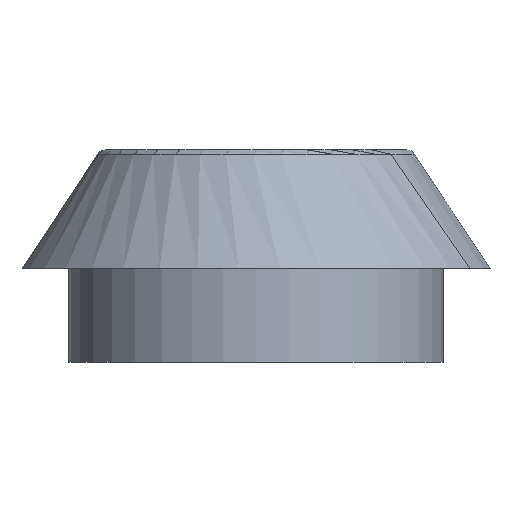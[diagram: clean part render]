
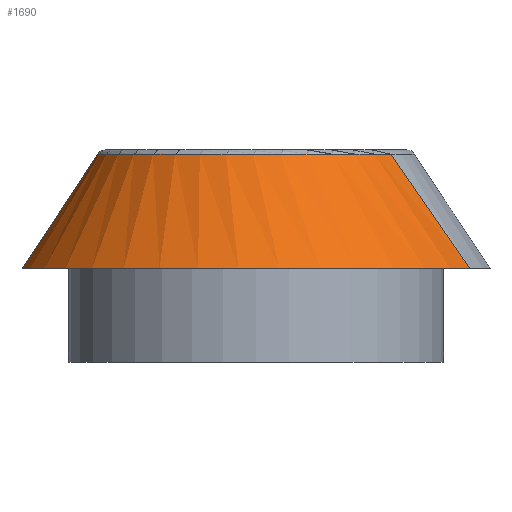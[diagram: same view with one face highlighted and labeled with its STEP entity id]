
A CAD part, front view. The second image highlights one B-rep face of the part: STEP entity #1690.
In plain terms, the highlighted free-form (B-spline) face has degree [3, 1] with [7, 3] control points.
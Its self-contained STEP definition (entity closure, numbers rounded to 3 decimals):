
#65 = DIRECTION ( 'NONE',  ( -1., 0., 0. ) ) ;
#110 = DIRECTION ( 'NONE',  ( -1., 0., 0. ) ) ;
#134 = AXIS2_PLACEMENT_3D ( 'NONE', #1263, #1459, #110 ) ;
#142 = CARTESIAN_POINT ( 'NONE',  ( -4.557, 2.058, 2. ) ) ;
#158 = CARTESIAN_POINT ( 'NONE',  ( -0.456, 11.217, 1.97 ) ) ;
#232 = DIRECTION ( 'NONE',  ( 0., 0., 1. ) ) ;
#319 = VERTEX_POINT ( 'NONE', #697 ) ;
#335 = CARTESIAN_POINT ( 'NONE',  ( 8.7, 7.095, 1.97 ) ) ;
#344 = CARTESIAN_POINT ( 'NONE',  ( 4.557, -2.058, 2. ) ) ;
#361 = CARTESIAN_POINT ( 'NONE',  ( -0.936, -6.665, 5. ) ) ;
#545 = CARTESIAN_POINT ( 'NONE',  ( -8.7, -7.095, 1.97 ) ) ;
#554 = CARTESIAN_POINT ( 'NONE',  ( 4.578, -2.061, 1.97 ) ) ;
#560 = CARTESIAN_POINT ( 'NONE',  ( -5.894, -3.25, 5. ) ) ;
#566 = ORIENTED_EDGE ( 'NONE', *, *, #2487, .F. ) ;
#577 = CARTESIAN_POINT ( 'NONE',  ( -2.874, 1.774, 4.429 ) ) ;
#597 = CARTESIAN_POINT ( 'NONE',  ( 0., 0., 2. ) ) ;
#613 = VERTEX_POINT ( 'NONE', #1716 ) ;
#641 = CARTESIAN_POINT ( 'NONE',  ( 4.557, -2.058, 2. ) ) ;
#697 = CARTESIAN_POINT ( 'NONE',  ( -3.378, 0., 4.429 ) ) ;
#820 = FACE_OUTER_BOUND ( 'NONE', #2004, .T. ) ;
#852 = CIRCLE ( 'NONE', #134, 3.378 ) ;
#899 = CARTESIAN_POINT ( 'NONE',  ( -4.557, 2.058, 2. ) ) ;
#912 = CARTESIAN_POINT ( 'NONE',  ( 5.894, 3.25, 5. ) ) ;
#974 = VERTEX_POINT ( 'NONE', #577 ) ;
#986 = AXIS2_PLACEMENT_3D ( 'NONE', #597, #232, #1573 ) ;
#994 = ORIENTED_EDGE ( 'NONE', *, *, #1196, .T. ) ;
#1153 = EDGE_CURVE ( 'NONE', #319, #974, #852, .T. ) ;
#1196 = EDGE_CURVE ( 'NONE', #2346, #2505, #1536, .T. ) ;
#1263 = CARTESIAN_POINT ( 'NONE',  ( 0., 0., 4.429 ) ) ;
#1305 = CARTESIAN_POINT ( 'NONE',  ( -0.442, 11.172, 2. ) ) ;
#1331 = CARTESIAN_POINT ( 'NONE',  ( -4.578, 2.061, 1.97 ) ) ;
#1365 =( BOUNDED_SURFACE ( )  B_SPLINE_SURFACE ( 3, 1, ( 
 ( #2298, #142, #1331 ),
 ( #2098, #1305, #158 ),
 ( #912, #1519, #335 ),
 ( #1503, #344, #554 ),
 ( #361, #1711, #1510 ),
 ( #560, #1692, #545 ),
 ( #2080, #899, #2269 ) ),
 .UNSPECIFIED., .T., .F., .F. ) 
 B_SPLINE_SURFACE_WITH_KNOTS ( ( 4, 3, 4 ),
 ( 2, 1, 2 ),
 ( 0., 0.5, 1. ),
 ( 0., 1., 1.01 ),
 .UNSPECIFIED. ) 
 GEOMETRIC_REPRESENTATION_ITEM ( )  RATIONAL_B_SPLINE_SURFACE ( (
 ( 1., 1., 1.),
 ( 0.333, 0.333, 0.333),
 ( 0.333, 0.333, 0.333),
 ( 1., 1., 1.),
 ( 0.333, 0.333, 0.333),
 ( 0.333, 0.333, 0.333),
 ( 1., 1., 1.) ) ) 
 REPRESENTATION_ITEM ( '' )  SURFACE ( )  );
#1370 = AXIS2_PLACEMENT_3D ( 'NONE', #2382, #1594, #65 ) ;
#1459 = DIRECTION ( 'NONE',  ( 0., 0., -1. ) ) ;
#1466 = EDGE_CURVE ( 'NONE', #613, #319, #2126, .T. ) ;
#1503 = CARTESIAN_POINT ( 'NONE',  ( 2.479, -1.707, 5. ) ) ;
#1510 = CARTESIAN_POINT ( 'NONE',  ( 0.456, -11.217, 1.97 ) ) ;
#1519 = CARTESIAN_POINT ( 'NONE',  ( 8.672, 7.056, 2. ) ) ;
#1525 = ORIENTED_EDGE ( 'NONE', *, *, #2435, .T. ) ;
#1536 = CIRCLE ( 'NONE', #986, 5. ) ;
#1573 = DIRECTION ( 'NONE',  ( 1., 0., 0. ) ) ;
#1594 = DIRECTION ( 'NONE',  ( 0., 0., -1. ) ) ;
#1690 = ADVANCED_FACE ( 'NONE', ( #820 ), #1365, .T. ) ;
#1692 = CARTESIAN_POINT ( 'NONE',  ( -8.672, -7.056, 2. ) ) ;
#1711 = CARTESIAN_POINT ( 'NONE',  ( 0.442, -11.172, 2. ) ) ;
#1716 = CARTESIAN_POINT ( 'NONE',  ( 2.874, -1.774, 4.429 ) ) ;
#1768 = CARTESIAN_POINT ( 'NONE',  ( -2.874, 1.774, 4.429 ) ) ;
#1988 = CARTESIAN_POINT ( 'NONE',  ( 2.874, -1.774, 4.429 ) ) ;
#2004 = EDGE_LOOP ( 'NONE', ( #566, #2153, #2073, #1525, #994 ) ) ;
#2006 = B_SPLINE_CURVE_WITH_KNOTS ( 'NONE', 1,
 ( #1768, #2187 ),
 .UNSPECIFIED., .F., .F.,
 ( 2, 2 ),
 ( 0.19, 1. ),
 .UNSPECIFIED. ) ;
#2073 = ORIENTED_EDGE ( 'NONE', *, *, #1153, .T. ) ;
#2077 = CARTESIAN_POINT ( 'NONE',  ( -4.557, 2.058, 2. ) ) ;
#2080 = CARTESIAN_POINT ( 'NONE',  ( -2.479, 1.707, 5. ) ) ;
#2098 = CARTESIAN_POINT ( 'NONE',  ( 0.936, 6.665, 5. ) ) ;
#2126 = CIRCLE ( 'NONE', #1370, 3.378 ) ;
#2153 = ORIENTED_EDGE ( 'NONE', *, *, #1466, .T. ) ;
#2187 = CARTESIAN_POINT ( 'NONE',  ( -4.557, 2.058, 2. ) ) ;
#2190 = B_SPLINE_CURVE_WITH_KNOTS ( 'NONE', 1,
 ( #1988, #641 ),
 .UNSPECIFIED., .F., .F.,
 ( 2, 2 ),
 ( 0.19, 1. ),
 .UNSPECIFIED. ) ;
#2269 = CARTESIAN_POINT ( 'NONE',  ( -4.578, 2.061, 1.97 ) ) ;
#2298 = CARTESIAN_POINT ( 'NONE',  ( -2.479, 1.707, 5. ) ) ;
#2346 = VERTEX_POINT ( 'NONE', #2077 ) ;
#2382 = CARTESIAN_POINT ( 'NONE',  ( 0., 0., 4.429 ) ) ;
#2403 = CARTESIAN_POINT ( 'NONE',  ( 4.557, -2.058, 2. ) ) ;
#2435 = EDGE_CURVE ( 'NONE', #974, #2346, #2006, .T. ) ;
#2487 = EDGE_CURVE ( 'NONE', #613, #2505, #2190, .T. ) ;
#2505 = VERTEX_POINT ( 'NONE', #2403 ) ;
